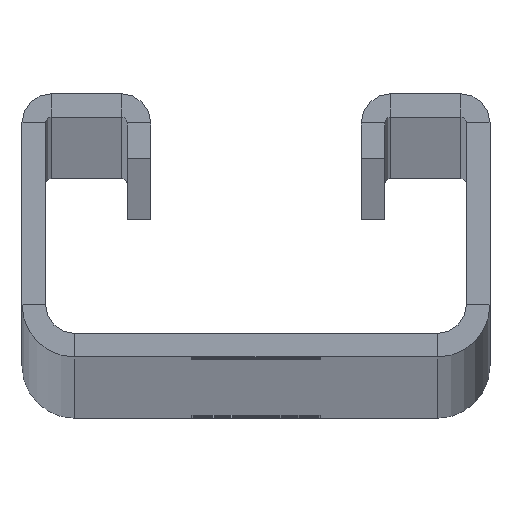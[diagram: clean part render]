
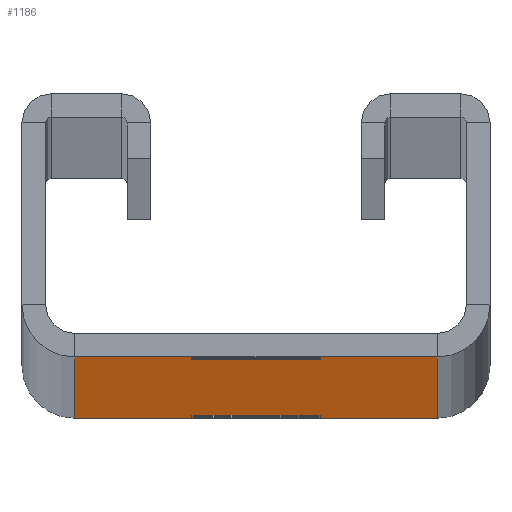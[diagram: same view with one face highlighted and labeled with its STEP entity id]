
A CAD part, top view. The second image highlights one B-rep face of the part: STEP entity #1186.
In plain terms, the highlighted planar face has unit normal (0, -1, 0).
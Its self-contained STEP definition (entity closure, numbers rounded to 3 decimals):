
#85=DIRECTION('',(0.,0.,-1.));
#86=VECTOR('',#85,19.);
#87=CARTESIAN_POINT('',(5.5,0.,-2865.5));
#88=LINE('',#87,#86);
#93=CARTESIAN_POINT('',(0.,0.,-2865.5));
#94=DIRECTION('',(0.,1.,0.));
#95=DIRECTION('',(-1.,0.,0.));
#96=AXIS2_PLACEMENT_3D('',#93,#94,#95);
#111=CARTESIAN_POINT('',(0.,0.,-2884.5));
#112=DIRECTION('',(0.,-1.,0.));
#113=DIRECTION('',(-1.,0.,0.));
#114=AXIS2_PLACEMENT_3D('',#111,#112,#113);
#116=CARTESIAN_POINT('',(0.,0.,-2934.5));
#117=DIRECTION('',(0.,-1.,0.));
#118=DIRECTION('',(-1.,0.,0.));
#119=AXIS2_PLACEMENT_3D('',#116,#117,#118);
#121=CARTESIAN_POINT('',(0.,0.,-2984.5));
#122=DIRECTION('',(0.,-1.,0.));
#123=DIRECTION('',(-1.,0.,0.));
#124=AXIS2_PLACEMENT_3D('',#121,#122,#123);
#126=CARTESIAN_POINT('',(0.,0.,-15.5));
#127=DIRECTION('',(0.,1.,0.));
#128=DIRECTION('',(-1.,0.,0.));
#129=AXIS2_PLACEMENT_3D('',#126,#127,#128);
#131=CARTESIAN_POINT('',(0.,0.,-34.5));
#132=DIRECTION('',(0.,1.,0.));
#133=DIRECTION('',(0.,0.,-1.));
#134=AXIS2_PLACEMENT_3D('',#131,#132,#133);
#136=CARTESIAN_POINT('',(0.,0.,-34.5));
#137=DIRECTION('',(0.,1.,0.));
#138=DIRECTION('',(1.,0.,0.));
#139=AXIS2_PLACEMENT_3D('',#136,#137,#138);
#141=CARTESIAN_POINT('',(0.,0.,-65.5));
#142=DIRECTION('',(0.,1.,0.));
#143=DIRECTION('',(-1.,0.,0.));
#144=AXIS2_PLACEMENT_3D('',#141,#142,#143);
#146=CARTESIAN_POINT('',(0.,0.,-84.5));
#147=DIRECTION('',(0.,1.,0.));
#148=DIRECTION('',(0.,0.,-1.));
#149=AXIS2_PLACEMENT_3D('',#146,#147,#148);
#151=CARTESIAN_POINT('',(0.,0.,-84.5));
#152=DIRECTION('',(0.,1.,0.));
#153=DIRECTION('',(1.,0.,0.));
#154=AXIS2_PLACEMENT_3D('',#151,#152,#153);
#156=CARTESIAN_POINT('',(0.,0.,-115.5));
#157=DIRECTION('',(0.,1.,0.));
#158=DIRECTION('',(-1.,0.,0.));
#159=AXIS2_PLACEMENT_3D('',#156,#157,#158);
#161=CARTESIAN_POINT('',(0.,0.,-134.5));
#162=DIRECTION('',(0.,1.,0.));
#163=DIRECTION('',(0.,0.,-1.));
#164=AXIS2_PLACEMENT_3D('',#161,#162,#163);
#166=CARTESIAN_POINT('',(0.,0.,-134.5));
#167=DIRECTION('',(0.,1.,0.));
#168=DIRECTION('',(1.,0.,0.));
#169=AXIS2_PLACEMENT_3D('',#166,#167,#168);
#171=DIRECTION('',(0.,0.,-1.));
#172=VECTOR('',#171,3000.);
#173=CARTESIAN_POINT('',(15.5,0.,0.));
#174=LINE('',#173,#172);
#175=DIRECTION('',(0.,0.,1.));
#176=VECTOR('',#175,3000.);
#177=CARTESIAN_POINT('',(-15.5,0.,-3000.));
#178=LINE('',#177,#176);
#179=DIRECTION('',(0.,0.,1.));
#180=VECTOR('',#179,19.);
#181=CARTESIAN_POINT('',(-5.5,0.,-2884.5));
#182=LINE('',#181,#180);
#195=DIRECTION('',(0.,0.,-1.));
#196=VECTOR('',#195,19.);
#197=CARTESIAN_POINT('',(5.5,0.,-2915.5));
#198=LINE('',#197,#196);
#203=CARTESIAN_POINT('',(0.,0.,-2915.5));
#204=DIRECTION('',(0.,1.,0.));
#205=DIRECTION('',(-1.,0.,0.));
#206=AXIS2_PLACEMENT_3D('',#203,#204,#205);
#221=DIRECTION('',(0.,0.,1.));
#222=VECTOR('',#221,19.);
#223=CARTESIAN_POINT('',(-5.5,0.,-2934.5));
#224=LINE('',#223,#222);
#237=DIRECTION('',(0.,0.,-1.));
#238=VECTOR('',#237,19.);
#239=CARTESIAN_POINT('',(5.5,0.,-2965.5));
#240=LINE('',#239,#238);
#245=CARTESIAN_POINT('',(0.,0.,-2965.5));
#246=DIRECTION('',(0.,1.,0.));
#247=DIRECTION('',(-1.,0.,0.));
#248=AXIS2_PLACEMENT_3D('',#245,#246,#247);
#263=DIRECTION('',(0.,0.,1.));
#264=VECTOR('',#263,19.);
#265=CARTESIAN_POINT('',(-5.5,0.,-2984.5));
#266=LINE('',#265,#264);
#283=DIRECTION('',(0.,0.,1.));
#284=VECTOR('',#283,19.);
#285=CARTESIAN_POINT('',(5.5,0.,-34.5));
#286=LINE('',#285,#284);
#303=DIRECTION('',(0.,0.,-1.));
#304=VECTOR('',#303,19.);
#305=CARTESIAN_POINT('',(-5.5,0.,-15.5));
#306=LINE('',#305,#304);
#319=DIRECTION('',(0.,0.,1.));
#320=VECTOR('',#319,19.);
#321=CARTESIAN_POINT('',(5.5,0.,-84.5));
#322=LINE('',#321,#320);
#339=DIRECTION('',(0.,0.,-1.));
#340=VECTOR('',#339,19.);
#341=CARTESIAN_POINT('',(-5.5,0.,-65.5));
#342=LINE('',#341,#340);
#355=DIRECTION('',(0.,0.,1.));
#356=VECTOR('',#355,19.);
#357=CARTESIAN_POINT('',(5.5,0.,-134.5));
#358=LINE('',#357,#356);
#375=DIRECTION('',(0.,0.,-1.));
#376=VECTOR('',#375,19.);
#377=CARTESIAN_POINT('',(-5.5,0.,-115.5));
#378=LINE('',#377,#376);
#529=DIRECTION('',(1.,0.,0.));
#530=VECTOR('',#529,31.);
#531=CARTESIAN_POINT('',(-15.5,0.,-3000.));
#532=LINE('',#531,#530);
#689=DIRECTION('',(1.,0.,0.));
#690=VECTOR('',#689,31.);
#691=CARTESIAN_POINT('',(-15.5,0.,0.));
#692=LINE('',#691,#690);
#763=CARTESIAN_POINT('',(5.5,0.,-84.5));
#764=CARTESIAN_POINT('',(0.,0.,-90.));
#765=VERTEX_POINT('',#763);
#766=VERTEX_POINT('',#764);
#781=CARTESIAN_POINT('',(5.5,0.,-34.5));
#782=CARTESIAN_POINT('',(0.,0.,-40.));
#783=VERTEX_POINT('',#781);
#784=VERTEX_POINT('',#782);
#795=CARTESIAN_POINT('',(5.5,0.,-134.5));
#796=CARTESIAN_POINT('',(0.,0.,-140.));
#797=VERTEX_POINT('',#795);
#798=VERTEX_POINT('',#796);
#809=CARTESIAN_POINT('',(-5.5,0.,-15.5));
#810=CARTESIAN_POINT('',(5.5,0.,-15.5));
#811=VERTEX_POINT('',#809);
#812=VERTEX_POINT('',#810);
#813=CARTESIAN_POINT('',(-5.5,0.,-34.5));
#814=VERTEX_POINT('',#813);
#815=CARTESIAN_POINT('',(-15.5,0.,0.));
#816=CARTESIAN_POINT('',(15.5,0.,0.));
#817=VERTEX_POINT('',#815);
#818=VERTEX_POINT('',#816);
#819=CARTESIAN_POINT('',(-5.5,0.,-65.5));
#820=CARTESIAN_POINT('',(5.5,0.,-65.5));
#821=VERTEX_POINT('',#819);
#822=VERTEX_POINT('',#820);
#823=CARTESIAN_POINT('',(-5.5,0.,-84.5));
#824=VERTEX_POINT('',#823);
#825=CARTESIAN_POINT('',(-5.5,0.,-115.5));
#826=CARTESIAN_POINT('',(5.5,0.,-115.5));
#827=VERTEX_POINT('',#825);
#828=VERTEX_POINT('',#826);
#829=CARTESIAN_POINT('',(-5.5,0.,-134.5));
#830=VERTEX_POINT('',#829);
#889=CARTESIAN_POINT('',(5.5,0.,-2915.5));
#890=VERTEX_POINT('',#889);
#897=CARTESIAN_POINT('',(5.5,0.,-2865.5));
#898=VERTEX_POINT('',#897);
#907=CARTESIAN_POINT('',(5.5,0.,-2965.5));
#909=VERTEX_POINT('',#907);
#913=CARTESIAN_POINT('',(-5.5,0.,-2984.5));
#914=CARTESIAN_POINT('',(5.5,0.,-2984.5));
#915=VERTEX_POINT('',#913);
#916=VERTEX_POINT('',#914);
#917=CARTESIAN_POINT('',(-5.5,0.,-2965.5));
#918=VERTEX_POINT('',#917);
#919=CARTESIAN_POINT('',(-15.5,0.,-3000.));
#920=CARTESIAN_POINT('',(15.5,0.,-3000.));
#921=VERTEX_POINT('',#919);
#922=VERTEX_POINT('',#920);
#923=CARTESIAN_POINT('',(-5.5,0.,-2934.5));
#924=CARTESIAN_POINT('',(5.5,0.,-2934.5));
#925=VERTEX_POINT('',#923);
#926=VERTEX_POINT('',#924);
#927=CARTESIAN_POINT('',(-5.5,0.,-2915.5));
#928=VERTEX_POINT('',#927);
#929=CARTESIAN_POINT('',(-5.5,0.,-2884.5));
#930=CARTESIAN_POINT('',(5.5,0.,-2884.5));
#931=VERTEX_POINT('',#929);
#932=VERTEX_POINT('',#930);
#933=CARTESIAN_POINT('',(-5.5,0.,-2865.5));
#934=VERTEX_POINT('',#933);
#1108=CARTESIAN_POINT('',(-20.,0.,-6000.));
#1109=DIRECTION('',(0.,1.,0.));
#1110=DIRECTION('',(0.,0.,1.));
#1111=AXIS2_PLACEMENT_3D('',#1108,#1109,#1110);
#1112=PLANE('',#1111);
#1114=ORIENTED_EDGE('',*,*,#1113,.T.);
#1116=ORIENTED_EDGE('',*,*,#1115,.F.);
#1118=ORIENTED_EDGE('',*,*,#1117,.T.);
#1120=ORIENTED_EDGE('',*,*,#1119,.T.);
#1121=EDGE_LOOP('',(#1114,#1116,#1118,#1120));
#1122=FACE_OUTER_BOUND('',#1121,.F.);
#1124=ORIENTED_EDGE('',*,*,#1123,.T.);
#1126=ORIENTED_EDGE('',*,*,#1125,.F.);
#1128=ORIENTED_EDGE('',*,*,#1127,.F.);
#1130=ORIENTED_EDGE('',*,*,#1129,.F.);
#1131=EDGE_LOOP('',(#1124,#1126,#1128,#1130));
#1132=FACE_BOUND('',#1131,.F.);
#1134=ORIENTED_EDGE('',*,*,#1133,.T.);
#1136=ORIENTED_EDGE('',*,*,#1135,.F.);
#1138=ORIENTED_EDGE('',*,*,#1137,.F.);
#1140=ORIENTED_EDGE('',*,*,#1139,.F.);
#1141=EDGE_LOOP('',(#1134,#1136,#1138,#1140));
#1142=FACE_BOUND('',#1141,.F.);
#1144=ORIENTED_EDGE('',*,*,#1143,.F.);
#1146=ORIENTED_EDGE('',*,*,#1145,.T.);
#1148=ORIENTED_EDGE('',*,*,#1147,.F.);
#1150=ORIENTED_EDGE('',*,*,#1149,.F.);
#1152=ORIENTED_EDGE('',*,*,#1151,.T.);
#1153=EDGE_LOOP('',(#1144,#1146,#1148,#1150,#1152));
#1154=FACE_BOUND('',#1153,.F.);
#1156=ORIENTED_EDGE('',*,*,#1155,.F.);
#1158=ORIENTED_EDGE('',*,*,#1157,.T.);
#1160=ORIENTED_EDGE('',*,*,#1159,.F.);
#1162=ORIENTED_EDGE('',*,*,#1161,.F.);
#1164=ORIENTED_EDGE('',*,*,#1163,.T.);
#1165=EDGE_LOOP('',(#1156,#1158,#1160,#1162,#1164));
#1166=FACE_BOUND('',#1165,.F.);
#1168=ORIENTED_EDGE('',*,*,#1167,.F.);
#1170=ORIENTED_EDGE('',*,*,#1169,.T.);
#1172=ORIENTED_EDGE('',*,*,#1171,.F.);
#1174=ORIENTED_EDGE('',*,*,#1173,.F.);
#1176=ORIENTED_EDGE('',*,*,#1175,.T.);
#1177=EDGE_LOOP('',(#1168,#1170,#1172,#1174,#1176));
#1178=FACE_BOUND('',#1177,.F.);
#1179=ORIENTED_EDGE('',*,*,#1072,.T.);
#1180=ORIENTED_EDGE('',*,*,#1087,.F.);
#1181=ORIENTED_EDGE('',*,*,#1099,.F.);
#1183=ORIENTED_EDGE('',*,*,#1182,.F.);
#1184=EDGE_LOOP('',(#1179,#1180,#1181,#1183));
#1185=FACE_BOUND('',#1184,.F.);
#1186=ADVANCED_FACE('',(#1122,#1132,#1142,#1154,#1166,#1178,#1185),#1112,.F.);
#97=CIRCLE('',#96,5.5);
#115=CIRCLE('',#114,5.5);
#120=CIRCLE('',#119,5.5);
#125=CIRCLE('',#124,5.5);
#130=CIRCLE('',#129,5.5);
#135=CIRCLE('',#134,5.5);
#140=CIRCLE('',#139,5.5);
#145=CIRCLE('',#144,5.5);
#150=CIRCLE('',#149,5.5);
#155=CIRCLE('',#154,5.5);
#160=CIRCLE('',#159,5.5);
#165=CIRCLE('',#164,5.5);
#170=CIRCLE('',#169,5.5);
#207=CIRCLE('',#206,5.5);
#249=CIRCLE('',#248,5.5);
#1072=EDGE_CURVE('',#931,#932,#115,.T.);
#1087=EDGE_CURVE('',#898,#932,#88,.T.);
#1099=EDGE_CURVE('',#934,#898,#97,.T.);
#1113=EDGE_CURVE('',#818,#922,#174,.T.);
#1115=EDGE_CURVE('',#921,#922,#532,.T.);
#1117=EDGE_CURVE('',#921,#817,#178,.T.);
#1119=EDGE_CURVE('',#817,#818,#692,.T.);
#1123=EDGE_CURVE('',#925,#926,#120,.T.);
#1125=EDGE_CURVE('',#890,#926,#198,.T.);
#1127=EDGE_CURVE('',#928,#890,#207,.T.);
#1129=EDGE_CURVE('',#925,#928,#224,.T.);
#1133=EDGE_CURVE('',#915,#916,#125,.T.);
#1135=EDGE_CURVE('',#909,#916,#240,.T.);
#1137=EDGE_CURVE('',#918,#909,#249,.T.);
#1139=EDGE_CURVE('',#915,#918,#266,.T.);
#1143=EDGE_CURVE('',#811,#812,#130,.T.);
#1145=EDGE_CURVE('',#811,#814,#306,.T.);
#1147=EDGE_CURVE('',#784,#814,#135,.T.);
#1149=EDGE_CURVE('',#783,#784,#140,.T.);
#1151=EDGE_CURVE('',#783,#812,#286,.T.);
#1155=EDGE_CURVE('',#821,#822,#145,.T.);
#1157=EDGE_CURVE('',#821,#824,#342,.T.);
#1159=EDGE_CURVE('',#766,#824,#150,.T.);
#1161=EDGE_CURVE('',#765,#766,#155,.T.);
#1163=EDGE_CURVE('',#765,#822,#322,.T.);
#1167=EDGE_CURVE('',#827,#828,#160,.T.);
#1169=EDGE_CURVE('',#827,#830,#378,.T.);
#1171=EDGE_CURVE('',#798,#830,#165,.T.);
#1173=EDGE_CURVE('',#797,#798,#170,.T.);
#1175=EDGE_CURVE('',#797,#828,#358,.T.);
#1182=EDGE_CURVE('',#931,#934,#182,.T.);
